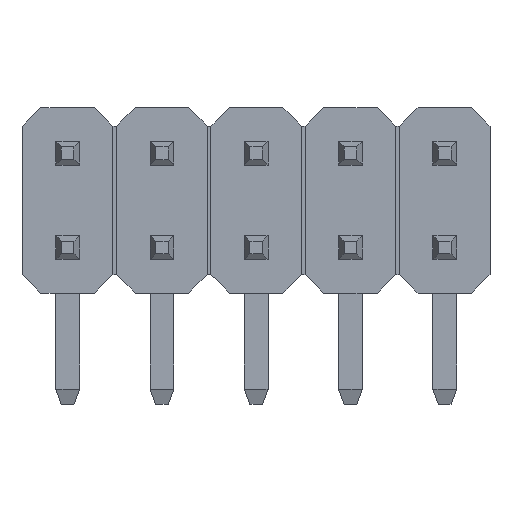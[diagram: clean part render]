
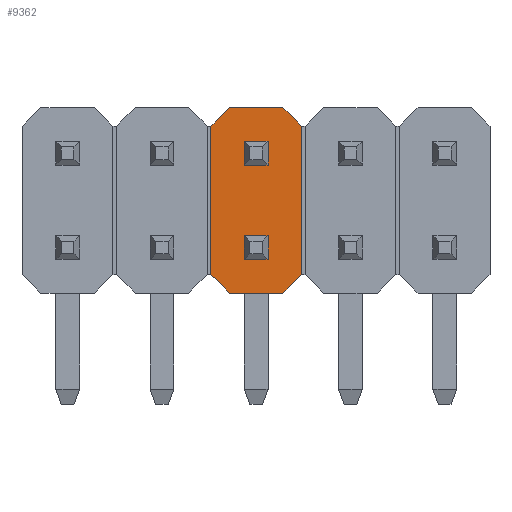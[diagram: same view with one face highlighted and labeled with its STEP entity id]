
A CAD part, front view. The second image highlights one B-rep face of the part: STEP entity #9362.
In plain terms, the highlighted planar face has unit normal (0, -1, 0).
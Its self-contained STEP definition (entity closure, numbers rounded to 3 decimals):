
#504 = LINE ( 'NONE', #4704, #15203 ) ;
#528 = CARTESIAN_POINT ( 'NONE',  ( -0.32, -2.54, -0.95 ) ) ;
#552 = VERTEX_POINT ( 'NONE', #2340 ) ;
#725 = LINE ( 'NONE', #6793, #3905 ) ;
#986 = EDGE_CURVE ( 'NONE', #11320, #15676, #2875, .T. ) ;
#1015 = EDGE_CURVE ( 'NONE', #9561, #24760, #15054, .T. ) ;
#1190 = AXIS2_PLACEMENT_3D ( 'NONE', #15270, #25235, #13053 ) ;
#1209 = VERTEX_POINT ( 'NONE', #14238 ) ;
#1218 = LINE ( 'NONE', #3043, #4741 ) ;
#1433 = DIRECTION ( 'NONE',  ( 1., 0., 0. ) ) ;
#1848 = LINE ( 'NONE', #9568, #15310 ) ;
#1895 = CARTESIAN_POINT ( 'NONE',  ( 0.32, -2.54, 0. ) ) ;
#1922 = EDGE_CURVE ( 'NONE', #2689, #17583, #1965, .T. ) ;
#1965 = LINE ( 'NONE', #18089, #14009 ) ;
#2005 = ORIENTED_EDGE ( 'NONE', *, *, #8977, .F. ) ;
#2340 = CARTESIAN_POINT ( 'NONE',  ( 0.32, -2.54, -0.95 ) ) ;
#2397 = ORIENTED_EDGE ( 'NONE', *, *, #1015, .T. ) ;
#2689 = VERTEX_POINT ( 'NONE', #19016 ) ;
#2697 = LINE ( 'NONE', #16616, #9441 ) ;
#2875 = LINE ( 'NONE', #25414, #13443 ) ;
#2894 = EDGE_CURVE ( 'NONE', #22678, #7707, #14151, .T. ) ;
#2942 = CARTESIAN_POINT ( 'NONE',  ( 0.72, -2.54, -2.5 ) ) ;
#3043 = CARTESIAN_POINT ( 'NONE',  ( -1.22, -2.54, 2. ) ) ;
#3395 = LINE ( 'NONE', #19496, #12890 ) ;
#3489 = FACE_BOUND ( 'NONE', #15131, .T. ) ;
#3905 = VECTOR ( 'NONE', #22858, 1000. ) ;
#3951 = DIRECTION ( 'NONE',  ( -1., 0., 0. ) ) ;
#4704 = CARTESIAN_POINT ( 'NONE',  ( 5.08, -2.54, 1.59 ) ) ;
#4741 = VECTOR ( 'NONE', #11418, 1000. ) ;
#4760 = CARTESIAN_POINT ( 'NONE',  ( -0.72, -2.54, -2.5 ) ) ;
#4847 = DIRECTION ( 'NONE',  ( -1., 0., 0. ) ) ;
#5103 = CARTESIAN_POINT ( 'NONE',  ( -0.72, -2.54, -2.5 ) ) ;
#5588 = ORIENTED_EDGE ( 'NONE', *, *, #16922, .T. ) ;
#6347 = CARTESIAN_POINT ( 'NONE',  ( -0.72, -2.54, 2.5 ) ) ;
#6557 = VERTEX_POINT ( 'NONE', #21797 ) ;
#6564 = VECTOR ( 'NONE', #21225, 1000. ) ;
#6793 = CARTESIAN_POINT ( 'NONE',  ( 5.08, -2.54, 0.95 ) ) ;
#6934 = CARTESIAN_POINT ( 'NONE',  ( -1.22, -2.54, 2. ) ) ;
#6949 = ORIENTED_EDGE ( 'NONE', *, *, #25570, .T. ) ;
#7038 = ORIENTED_EDGE ( 'NONE', *, *, #13284, .T. ) ;
#7066 = CARTESIAN_POINT ( 'NONE',  ( 1.22, -2.54, -2.5 ) ) ;
#7471 = DIRECTION ( 'NONE',  ( 0., 0., 1. ) ) ;
#7635 = LINE ( 'NONE', #9521, #13712 ) ;
#7707 = VERTEX_POINT ( 'NONE', #6347 ) ;
#7998 = CARTESIAN_POINT ( 'NONE',  ( -0.32, -2.54, 0.95 ) ) ;
#8074 = DIRECTION ( 'NONE',  ( 1., 0., 0. ) ) ;
#8099 = VECTOR ( 'NONE', #21034, 1000. ) ;
#8221 = CARTESIAN_POINT ( 'NONE',  ( -1.22, -2.54, 2.5 ) ) ;
#8343 = EDGE_LOOP ( 'NONE', ( #21688, #2397, #11189, #24479, #7038, #25131, #10563, #6949 ) ) ;
#8772 = EDGE_CURVE ( 'NONE', #1209, #6557, #14864, .T. ) ;
#8977 = EDGE_CURVE ( 'NONE', #1209, #11320, #504, .T. ) ;
#9362 = ADVANCED_FACE ( 'NONE', ( #15142, #19203, #3489 ), #19077, .F. ) ;
#9389 = DIRECTION ( 'NONE',  ( 0.707, 0., -0.707 ) ) ;
#9441 = VECTOR ( 'NONE', #10797, 1000. ) ;
#9521 = CARTESIAN_POINT ( 'NONE',  ( -0.32, -2.54, 0. ) ) ;
#9561 = VERTEX_POINT ( 'NONE', #21830 ) ;
#9568 = CARTESIAN_POINT ( 'NONE',  ( -1.22, -2.54, -2.5 ) ) ;
#9745 = CARTESIAN_POINT ( 'NONE',  ( 1.22, -2.54, 2. ) ) ;
#10563 = ORIENTED_EDGE ( 'NONE', *, *, #2894, .T. ) ;
#10797 = DIRECTION ( 'NONE',  ( -0.707, 0., 0.707 ) ) ;
#10829 = CARTESIAN_POINT ( 'NONE',  ( 0.72, -2.54, 2.5 ) ) ;
#10872 = EDGE_CURVE ( 'NONE', #21271, #11142, #13226, .T. ) ;
#11142 = VERTEX_POINT ( 'NONE', #23740 ) ;
#11189 = ORIENTED_EDGE ( 'NONE', *, *, #18496, .T. ) ;
#11236 = CARTESIAN_POINT ( 'NONE',  ( 0.32, -2.54, -1.59 ) ) ;
#11320 = VERTEX_POINT ( 'NONE', #18366 ) ;
#11418 = DIRECTION ( 'NONE',  ( -0.707, 0., -0.707 ) ) ;
#11691 = LINE ( 'NONE', #17132, #8099 ) ;
#11911 = ORIENTED_EDGE ( 'NONE', *, *, #986, .F. ) ;
#12890 = VECTOR ( 'NONE', #1433, 1000. ) ;
#12938 = ORIENTED_EDGE ( 'NONE', *, *, #8772, .T. ) ;
#13053 = DIRECTION ( 'NONE',  ( -1., 0., 0. ) ) ;
#13226 = LINE ( 'NONE', #21081, #6564 ) ;
#13284 = EDGE_CURVE ( 'NONE', #11142, #13414, #17376, .T. ) ;
#13414 = VERTEX_POINT ( 'NONE', #9745 ) ;
#13443 = VECTOR ( 'NONE', #18982, 1000. ) ;
#13712 = VECTOR ( 'NONE', #15839, 1000. ) ;
#14009 = VECTOR ( 'NONE', #8074, 1000. ) ;
#14086 = ORIENTED_EDGE ( 'NONE', *, *, #14495, .T. ) ;
#14151 = LINE ( 'NONE', #8221, #25974 ) ;
#14238 = CARTESIAN_POINT ( 'NONE',  ( 0.32, -2.54, 1.59 ) ) ;
#14495 = EDGE_CURVE ( 'NONE', #6557, #15676, #725, .T. ) ;
#14864 = LINE ( 'NONE', #1895, #23546 ) ;
#15054 = LINE ( 'NONE', #5103, #19279 ) ;
#15131 = EDGE_LOOP ( 'NONE', ( #11911, #2005, #12938, #14086 ) ) ;
#15142 = FACE_OUTER_BOUND ( 'NONE', #8343, .T. ) ;
#15203 = VECTOR ( 'NONE', #4847, 1000. ) ;
#15270 = CARTESIAN_POINT ( 'NONE',  ( 5.08, -2.54, 0. ) ) ;
#15279 = EDGE_CURVE ( 'NONE', #20871, #2689, #7635, .T. ) ;
#15310 = VECTOR ( 'NONE', #25962, 1000. ) ;
#15676 = VERTEX_POINT ( 'NONE', #7998 ) ;
#15839 = DIRECTION ( 'NONE',  ( 0., 0., -1. ) ) ;
#15936 = EDGE_LOOP ( 'NONE', ( #5588, #21442, #16940, #21152 ) ) ;
#16414 = VECTOR ( 'NONE', #19926, 1000. ) ;
#16616 = CARTESIAN_POINT ( 'NONE',  ( 0.72, -2.54, 2.5 ) ) ;
#16922 = EDGE_CURVE ( 'NONE', #20871, #552, #3395, .T. ) ;
#16940 = ORIENTED_EDGE ( 'NONE', *, *, #1922, .F. ) ;
#17132 = CARTESIAN_POINT ( 'NONE',  ( 0.32, -2.54, 0. ) ) ;
#17376 = LINE ( 'NONE', #7066, #21942 ) ;
#17583 = VERTEX_POINT ( 'NONE', #11236 ) ;
#18089 = CARTESIAN_POINT ( 'NONE',  ( 5.08, -2.54, -1.59 ) ) ;
#18366 = CARTESIAN_POINT ( 'NONE',  ( -0.32, -2.54, 1.59 ) ) ;
#18496 = EDGE_CURVE ( 'NONE', #24760, #21271, #23972, .T. ) ;
#18982 = DIRECTION ( 'NONE',  ( 0., 0., -1. ) ) ;
#19016 = CARTESIAN_POINT ( 'NONE',  ( -0.32, -2.54, -1.59 ) ) ;
#19077 = PLANE ( 'NONE',  #1190 ) ;
#19203 = FACE_BOUND ( 'NONE', #15936, .T. ) ;
#19279 = VECTOR ( 'NONE', #9389, 1000. ) ;
#19496 = CARTESIAN_POINT ( 'NONE',  ( 5.08, -2.54, -0.95 ) ) ;
#19546 = EDGE_CURVE ( 'NONE', #13414, #22678, #2697, .T. ) ;
#19926 = DIRECTION ( 'NONE',  ( 1., 0., 0. ) ) ;
#20647 = EDGE_CURVE ( 'NONE', #552, #17583, #11691, .T. ) ;
#20871 = VERTEX_POINT ( 'NONE', #528 ) ;
#21034 = DIRECTION ( 'NONE',  ( 0., 0., -1. ) ) ;
#21081 = CARTESIAN_POINT ( 'NONE',  ( 1.22, -2.54, -2. ) ) ;
#21152 = ORIENTED_EDGE ( 'NONE', *, *, #15279, .F. ) ;
#21225 = DIRECTION ( 'NONE',  ( 0.707, 0., 0.707 ) ) ;
#21271 = VERTEX_POINT ( 'NONE', #2942 ) ;
#21442 = ORIENTED_EDGE ( 'NONE', *, *, #20647, .T. ) ;
#21688 = ORIENTED_EDGE ( 'NONE', *, *, #24803, .T. ) ;
#21797 = CARTESIAN_POINT ( 'NONE',  ( 0.32, -2.54, 0.95 ) ) ;
#21830 = CARTESIAN_POINT ( 'NONE',  ( -1.22, -2.54, -2. ) ) ;
#21942 = VECTOR ( 'NONE', #7471, 1000. ) ;
#22071 = DIRECTION ( 'NONE',  ( 0., 0., -1. ) ) ;
#22678 = VERTEX_POINT ( 'NONE', #10829 ) ;
#22858 = DIRECTION ( 'NONE',  ( -1., 0., 0. ) ) ;
#23546 = VECTOR ( 'NONE', #22071, 1000. ) ;
#23740 = CARTESIAN_POINT ( 'NONE',  ( 1.22, -2.54, -2. ) ) ;
#23764 = VERTEX_POINT ( 'NONE', #6934 ) ;
#23972 = LINE ( 'NONE', #25837, #16414 ) ;
#24479 = ORIENTED_EDGE ( 'NONE', *, *, #10872, .T. ) ;
#24760 = VERTEX_POINT ( 'NONE', #4760 ) ;
#24803 = EDGE_CURVE ( 'NONE', #23764, #9561, #1848, .T. ) ;
#25131 = ORIENTED_EDGE ( 'NONE', *, *, #19546, .T. ) ;
#25235 = DIRECTION ( 'NONE',  ( 0., 1., 0. ) ) ;
#25414 = CARTESIAN_POINT ( 'NONE',  ( -0.32, -2.54, 0. ) ) ;
#25570 = EDGE_CURVE ( 'NONE', #7707, #23764, #1218, .T. ) ;
#25837 = CARTESIAN_POINT ( 'NONE',  ( -1.22, -2.54, -2.5 ) ) ;
#25962 = DIRECTION ( 'NONE',  ( 0., 0., -1. ) ) ;
#25974 = VECTOR ( 'NONE', #3951, 1000. ) ;
